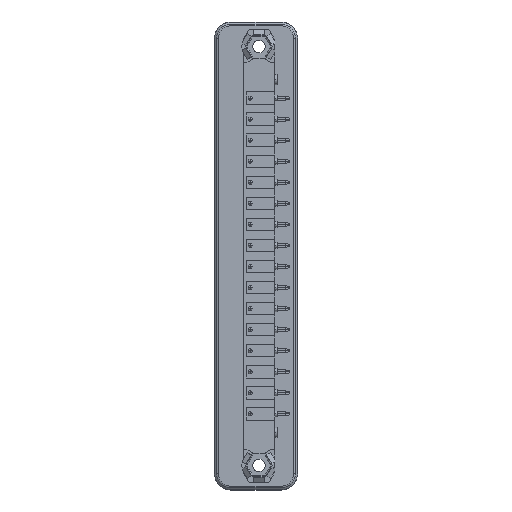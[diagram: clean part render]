
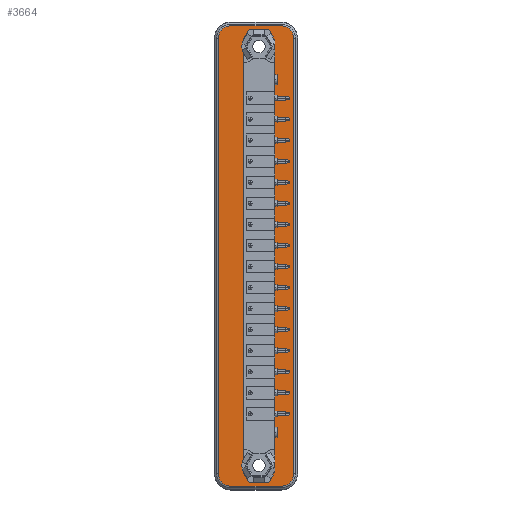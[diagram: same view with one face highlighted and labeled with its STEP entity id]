
A CAD part, left-side view. The second image highlights one B-rep face of the part: STEP entity #3664.
In plain terms, the highlighted planar face has unit normal (-1, 0, 0).
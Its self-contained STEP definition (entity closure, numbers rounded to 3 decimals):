
#3664=ADVANCED_FACE('',(#7925,#7926),#7927,.T.);
#7925=FACE_OUTER_BOUND('',#12668,.T.);
#7926=FACE_BOUND('',#12669,.T.);
#7927=PLANE('',#12670);
#12668=EDGE_LOOP('',(#23181,#23182,#23183,#23184,#23185,#23186,#23187,#23188));
#12669=EDGE_LOOP('',(#23189,#23190,#23191,#23192,#23193,#23194,#23195,#23196,#23197,#23198,#23199,#23200));
#12670=AXIS2_PLACEMENT_3D('',#23201,#23202,#23203);
#23181=ORIENTED_EDGE('',*,*,#31342,.F.);
#23182=ORIENTED_EDGE('',*,*,#31343,.T.);
#23183=ORIENTED_EDGE('',*,*,#28772,.T.);
#23184=ORIENTED_EDGE('',*,*,#31344,.T.);
#23185=ORIENTED_EDGE('',*,*,#30477,.F.);
#23186=ORIENTED_EDGE('',*,*,#30226,.F.);
#23187=ORIENTED_EDGE('',*,*,#31345,.F.);
#23188=ORIENTED_EDGE('',*,*,#30932,.F.);
#23189=ORIENTED_EDGE('',*,*,#29269,.T.);
#23190=ORIENTED_EDGE('',*,*,#30203,.F.);
#23191=ORIENTED_EDGE('',*,*,#28255,.F.);
#23192=ORIENTED_EDGE('',*,*,#28591,.F.);
#23193=ORIENTED_EDGE('',*,*,#27660,.F.);
#23194=ORIENTED_EDGE('',*,*,#29690,.F.);
#23195=ORIENTED_EDGE('',*,*,#29508,.T.);
#23196=ORIENTED_EDGE('',*,*,#31189,.F.);
#23197=ORIENTED_EDGE('',*,*,#31096,.F.);
#23198=ORIENTED_EDGE('',*,*,#31346,.F.);
#23199=ORIENTED_EDGE('',*,*,#27812,.F.);
#23200=ORIENTED_EDGE('',*,*,#27820,.T.);
#23201=CARTESIAN_POINT('',(-1.158,13.348,-91.11));
#23202=DIRECTION('',(-1.0,0.0,0.0));
#23203=DIRECTION('',(0.0,0.0,1.0));
#27660=EDGE_CURVE('',#33028,#33029,#33030,.T.);
#27812=EDGE_CURVE('',#33286,#33281,#33288,.T.);
#27820=EDGE_CURVE('',#33286,#33298,#33300,.T.);
#28255=EDGE_CURVE('',#34018,#34019,#34020,.T.);
#28591=EDGE_CURVE('',#33029,#34018,#34562,.T.);
#28772=EDGE_CURVE('',#34850,#34851,#34852,.T.);
#29269=EDGE_CURVE('',#33298,#35589,#35590,.T.);
#29508=EDGE_CURVE('',#35959,#35960,#35961,.T.);
#29690=EDGE_CURVE('',#35959,#33028,#36238,.T.);
#30203=EDGE_CURVE('',#34019,#35589,#36931,.T.);
#30226=EDGE_CURVE('',#36958,#36955,#36960,.T.);
#30477=EDGE_CURVE('',#36955,#37275,#37276,.T.);
#30932=EDGE_CURVE('',#37835,#37837,#37838,.T.);
#31096=EDGE_CURVE('',#38026,#38024,#38028,.T.);
#31189=EDGE_CURVE('',#38024,#35960,#38134,.T.);
#31342=EDGE_CURVE('',#38305,#37835,#38306,.T.);
#31343=EDGE_CURVE('',#38305,#34850,#38307,.T.);
#31344=EDGE_CURVE('',#34851,#37275,#38308,.T.);
#31345=EDGE_CURVE('',#37837,#36958,#38309,.T.);
#31346=EDGE_CURVE('',#33281,#38026,#38310,.T.);
#33028=VERTEX_POINT('',#40386);
#33029=VERTEX_POINT('',#40387);
#33030=LINE('',#40388,#40389);
#33281=VERTEX_POINT('',#40734);
#33286=VERTEX_POINT('',#40741);
#33288=LINE('',#40744,#40745);
#33298=VERTEX_POINT('',#40757);
#33300=CIRCLE('',#40760,4.1);
#34018=VERTEX_POINT('',#41778);
#34019=VERTEX_POINT('',#41779);
#34020=LINE('',#41780,#41781);
#34562=LINE('',#42556,#42557);
#34850=VERTEX_POINT('',#42962);
#34851=VERTEX_POINT('',#42963);
#34852=LINE('',#42964,#42965);
#35589=VERTEX_POINT('',#44018);
#35590=LINE('',#44019,#44020);
#35959=VERTEX_POINT('',#44539);
#35960=VERTEX_POINT('',#44540);
#35961=LINE('',#44541,#44542);
#36238=LINE('',#44946,#44947);
#36931=CIRCLE('',#45972,4.1);
#36955=VERTEX_POINT('',#46004);
#36958=VERTEX_POINT('',#46008);
#36960=CIRCLE('',#46011,3.0);
#37275=VERTEX_POINT('',#46482);
#37276=LINE('',#46483,#46484);
#37835=VERTEX_POINT('',#47317);
#37837=VERTEX_POINT('',#47320);
#37838=CIRCLE('',#47321,3.0);
#38024=VERTEX_POINT('',#47617);
#38026=VERTEX_POINT('',#47620);
#38028=LINE('',#47623,#47624);
#38134=LINE('',#47778,#47779);
#38305=VERTEX_POINT('',#48019);
#38306=LINE('',#48020,#48021);
#38307=CIRCLE('',#48022,3.0);
#38308=CIRCLE('',#48023,3.0);
#38309=LINE('',#48024,#48025);
#38310=LINE('',#48026,#48027);
#40386=CARTESIAN_POINT('',(-1.158,6.863,3.155));
#40387=CARTESIAN_POINT('',(-1.158,11.632,3.155));
#40388=CARTESIAN_POINT('',(-1.158,-32.395,3.155));
#40389=VECTOR('',#49653,1.0);
#40734=CARTESIAN_POINT('',(-1.158,13.048,-103.693));
#40741=CARTESIAN_POINT('',(-1.158,13.048,-103.554));
#40744=CARTESIAN_POINT('',(-1.158,13.048,-84.515));
#40745=VECTOR('',#49823,1.0);
#40757=CARTESIAN_POINT('',(-1.158,13.048,-100.476));
#40760=AXIS2_PLACEMENT_3D('',#49833,#49834,#49835);
#41778=CARTESIAN_POINT('',(-1.158,13.048,0.703));
#41779=CARTESIAN_POINT('',(-1.158,13.048,0.564));
#41780=CARTESIAN_POINT('',(-1.158,13.048,-13.395));
#41781=VECTOR('',#50337,1.0);
#42556=CARTESIAN_POINT('',(-1.158,21.187,-13.395));
#42557=VECTOR('',#50694,1.0);
#42962=CARTESIAN_POINT('',(-1.158,16.048,-107.015));
#42963=CARTESIAN_POINT('',(-1.158,3.848,-107.015));
#42964=CARTESIAN_POINT('',(-1.158,-32.395,-107.015));
#42965=VECTOR('',#50896,1.0);
#44018=CARTESIAN_POINT('',(-1.158,13.048,-2.514));
#44019=CARTESIAN_POINT('',(-1.158,13.048,-84.515));
#44020=VECTOR('',#51516,1.0);
#44539=CARTESIAN_POINT('',(-1.158,5.378,0.582));
#44540=CARTESIAN_POINT('',(-1.158,5.378,-103.572));
#44541=CARTESIAN_POINT('',(-1.158,5.378,-84.515));
#44542=VECTOR('',#51808,1.0);
#44946=CARTESIAN_POINT('',(-1.158,-2.692,-13.395));
#44947=VECTOR('',#52047,1.0);
#45972=AXIS2_PLACEMENT_3D('',#52647,#52648,#52649);
#46004=CARTESIAN_POINT('',(-1.158,0.848,1.025));
#46008=CARTESIAN_POINT('',(-1.158,3.848,4.025));
#46011=AXIS2_PLACEMENT_3D('',#52672,#52673,#52674);
#46482=CARTESIAN_POINT('',(-1.158,0.848,-104.015));
#46483=CARTESIAN_POINT('',(-1.158,0.848,-80.95));
#46484=VECTOR('',#52936,1.0);
#47317=CARTESIAN_POINT('',(-1.158,19.048,1.025));
#47320=CARTESIAN_POINT('',(-1.158,16.048,4.025));
#47321=AXIS2_PLACEMENT_3D('',#53365,#53366,#53367);
#47617=CARTESIAN_POINT('',(-1.158,6.863,-106.145));
#47620=CARTESIAN_POINT('',(-1.158,11.632,-106.145));
#47623=CARTESIAN_POINT('',(-1.158,-32.395,-106.145));
#47624=VECTOR('',#53504,1.0);
#47778=CARTESIAN_POINT('',(-1.158,-5.625,-84.515));
#47779=VECTOR('',#53592,1.0);
#48019=CARTESIAN_POINT('',(-1.158,19.048,-104.015));
#48020=CARTESIAN_POINT('',(-1.158,19.048,-84.515));
#48021=VECTOR('',#53704,1.0);
#48022=AXIS2_PLACEMENT_3D('',#53705,#53706,#53707);
#48023=AXIS2_PLACEMENT_3D('',#53708,#53709,#53710);
#48024=CARTESIAN_POINT('',(-1.158,-32.395,4.025));
#48025=VECTOR('',#53711,1.0);
#48026=CARTESIAN_POINT('',(-1.158,24.12,-84.515));
#48027=VECTOR('',#53712,1.0);
#49653=DIRECTION('',(0.0,1.0,0.));
#49823=DIRECTION('',(0.0,0.,-1.0));
#49833=CARTESIAN_POINT('',(-1.158,9.248,-102.015));
#49834=DIRECTION('',(1.0,0.0,0.0));
#49835=DIRECTION('',(0.0,0.,-1.0));
#50337=DIRECTION('',(0.0,0.,-1.0));
#50694=DIRECTION('',(0.0,0.5,-0.866));
#50896=DIRECTION('',(0.0,-1.0,0.0));
#51516=DIRECTION('',(0.0,0.0,1.0));
#51808=DIRECTION('',(0.0,0.0,-1.0));
#52047=DIRECTION('',(0.0,0.5,0.866));
#52647=CARTESIAN_POINT('',(-1.158,9.248,-0.975));
#52648=DIRECTION('',(-1.0,0.0,0.0));
#52649=DIRECTION('',(0.0,0.,1.0));
#52672=CARTESIAN_POINT('',(-1.158,3.848,1.025));
#52673=DIRECTION('',(1.0,0.0,0.0));
#52674=DIRECTION('',(0.0,-1.0,0.0));
#52936=DIRECTION('',(0.0,0.0,-1.0));
#53365=CARTESIAN_POINT('',(-1.158,16.048,1.025));
#53366=DIRECTION('',(1.0,0.0,0.0));
#53367=DIRECTION('',(0.0,-1.0,0.0));
#53504=DIRECTION('',(0.0,-1.0,0.));
#53592=DIRECTION('',(0.0,-0.5,0.866));
#53704=DIRECTION('',(0.0,0.0,1.0));
#53705=CARTESIAN_POINT('',(-1.158,16.048,-104.015));
#53706=DIRECTION('',(-1.0,0.0,0.0));
#53707=DIRECTION('',(0.0,-1.0,0.0));
#53708=CARTESIAN_POINT('',(-1.158,3.848,-104.015));
#53709=DIRECTION('',(-1.0,0.0,0.0));
#53710=DIRECTION('',(0.0,-1.0,0.0));
#53711=DIRECTION('',(0.0,-1.0,0.0));
#53712=DIRECTION('',(0.0,-0.5,-0.866));
